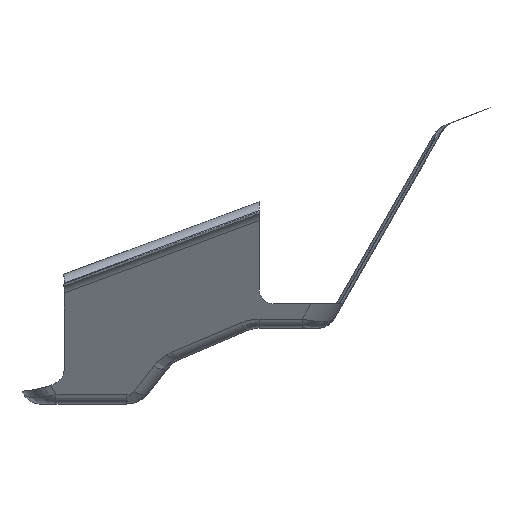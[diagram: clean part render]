
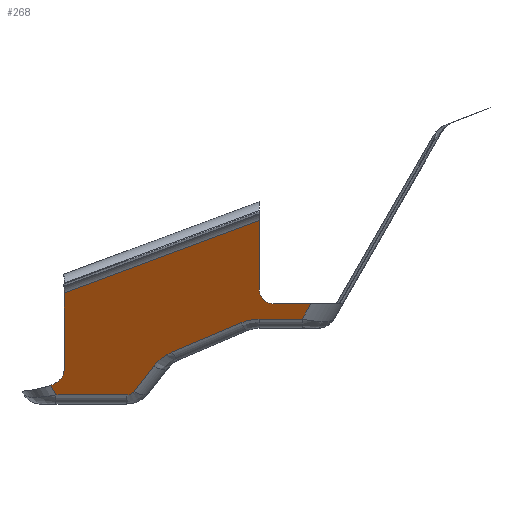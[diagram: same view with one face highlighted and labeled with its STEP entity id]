
A CAD part, front view. The second image highlights one B-rep face of the part: STEP entity #268.
In plain terms, the highlighted free-form (B-spline) face has degree [1, 1] with [2, 2] control points.
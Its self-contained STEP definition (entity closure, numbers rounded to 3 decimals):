
#107=CARTESIAN_POINT('Vertex',(1009.715,-221.192,1001.505)) ;
#117=CARTESIAN_POINT('Vertex',(1114.145,-243.61,1040.334)) ;
#120=CARTESIAN_POINT('Line Origine',(1063.362,-232.709,1021.452)) ;
#133=CARTESIAN_POINT('Control Point',(1141.737,-243.61,1040.334)) ;
#134=CARTESIAN_POINT('Control Point',(1141.737,-189.688,946.939)) ;
#135=CARTESIAN_POINT('Control Point',(1002.419,-243.61,1040.334)) ;
#136=CARTESIAN_POINT('Control Point',(1002.419,-189.688,946.939)) ;
#138=CARTESIAN_POINT('Control Point',(1121.496,-217.879,995.767)) ;
#139=CARTESIAN_POINT('Control Point',(1120.553,-217.879,995.767)) ;
#140=CARTESIAN_POINT('Control Point',(1119.611,-217.966,995.918)) ;
#141=CARTESIAN_POINT('Control Point',(1118.713,-218.141,996.22)) ;
#142=CARTESIAN_POINT('Control Point',(1117.465,-218.517,996.871)) ;
#143=CARTESIAN_POINT('Control Point',(1116.44,-219.025,997.751)) ;
#144=CARTESIAN_POINT('Control Point',(1116.115,-219.214,998.079)) ;
#145=CARTESIAN_POINT('Control Point',(1115.193,-219.839,999.161)) ;
#146=CARTESIAN_POINT('Control Point',(1114.569,-220.557,1000.405)) ;
#147=CARTESIAN_POINT('Control Point',(1114.286,-221.071,1001.295)) ;
#148=CARTESIAN_POINT('Control Point',(1114.145,-221.597,1002.206)) ;
#149=CARTESIAN_POINT('Control Point',(1114.145,-222.123,1003.117)) ;
#150=CARTESIAN_POINT('Vertex',(1121.496,-217.879,995.767)) ;
#152=CARTESIAN_POINT('Vertex',(1114.145,-222.123,1003.117)) ;
#156=CARTESIAN_POINT('Control Point',(1121.496,-217.879,995.767)) ;
#157=CARTESIAN_POINT('Control Point',(1141.737,-217.879,995.767)) ;
#158=CARTESIAN_POINT('Vertex',(1141.737,-217.879,995.767)) ;
#162=CARTESIAN_POINT('Control Point',(1136.952,-213.093,987.477)) ;
#163=CARTESIAN_POINT('Control Point',(1141.737,-217.879,995.767)) ;
#164=CARTESIAN_POINT('Vertex',(1136.952,-213.093,987.477)) ;
#168=CARTESIAN_POINT('Control Point',(1136.952,-213.093,987.477)) ;
#169=CARTESIAN_POINT('Control Point',(1113.952,-213.093,987.477)) ;
#170=CARTESIAN_POINT('Vertex',(1113.952,-213.093,987.477)) ;
#174=CARTESIAN_POINT('Control Point',(1113.952,-213.093,987.477)) ;
#175=CARTESIAN_POINT('Control Point',(1111.411,-213.093,987.477)) ;
#176=CARTESIAN_POINT('Control Point',(1108.87,-212.894,987.132)) ;
#177=CARTESIAN_POINT('Control Point',(1106.439,-212.499,986.447)) ;
#178=CARTESIAN_POINT('Control Point',(1104.183,-211.946,985.49)) ;
#179=CARTESIAN_POINT('Vertex',(1104.183,-211.946,985.49)) ;
#183=CARTESIAN_POINT('Control Point',(1104.183,-211.946,985.49)) ;
#184=CARTESIAN_POINT('Control Point',(1067.567,-202.972,969.947)) ;
#185=CARTESIAN_POINT('Vertex',(1067.567,-202.972,969.947)) ;
#189=CARTESIAN_POINT('Control Point',(1067.567,-202.972,969.947)) ;
#190=CARTESIAN_POINT('Control Point',(1064.511,-202.223,968.65)) ;
#191=CARTESIAN_POINT('Control Point',(1061.777,-201.182,966.847)) ;
#192=CARTESIAN_POINT('Control Point',(1059.49,-199.943,964.7)) ;
#193=CARTESIAN_POINT('Control Point',(1057.635,-198.572,962.326)) ;
#194=CARTESIAN_POINT('Vertex',(1057.635,-198.572,962.326)) ;
#198=CARTESIAN_POINT('Control Point',(1057.635,-198.572,962.326)) ;
#199=CARTESIAN_POINT('Control Point',(1047.124,-190.805,948.873)) ;
#200=CARTESIAN_POINT('Vertex',(1047.124,-190.805,948.873)) ;
#204=CARTESIAN_POINT('Control Point',(1043.184,-189.695,946.951)) ;
#205=CARTESIAN_POINT('Control Point',(1044.327,-189.695,946.951)) ;
#206=CARTESIAN_POINT('Control Point',(1045.473,-189.898,947.302)) ;
#207=CARTESIAN_POINT('Control Point',(1046.434,-190.295,947.99)) ;
#208=CARTESIAN_POINT('Control Point',(1047.124,-190.805,948.873)) ;
#209=CARTESIAN_POINT('Vertex',(1043.184,-189.695,946.951)) ;
#213=CARTESIAN_POINT('Control Point',(1043.184,-189.695,946.951)) ;
#214=CARTESIAN_POINT('Control Point',(1005.37,-189.695,946.951)) ;
#215=CARTESIAN_POINT('Vertex',(1005.37,-189.695,946.951)) ;
#219=CARTESIAN_POINT('Control Point',(1005.37,-189.695,946.951)) ;
#220=CARTESIAN_POINT('Control Point',(1002.419,-192.646,952.062)) ;
#221=CARTESIAN_POINT('Vertex',(1002.419,-192.646,952.062)) ;
#225=CARTESIAN_POINT('Control Point',(1009.715,-197.337,960.187)) ;
#226=CARTESIAN_POINT('Control Point',(1009.715,-196.95,959.516)) ;
#227=CARTESIAN_POINT('Control Point',(1009.645,-196.568,958.856)) ;
#228=CARTESIAN_POINT('Control Point',(1009.496,-196.197,958.212)) ;
#229=CARTESIAN_POINT('Control Point',(1009.034,-195.487,956.982)) ;
#230=CARTESIAN_POINT('Control Point',(1008.269,-194.849,955.877)) ;
#231=CARTESIAN_POINT('Control Point',(1007.82,-194.553,955.364)) ;
#232=CARTESIAN_POINT('Control Point',(1006.972,-194.093,954.568)) ;
#233=CARTESIAN_POINT('Control Point',(1005.995,-193.691,953.872)) ;
#234=CARTESIAN_POINT('Control Point',(1005.583,-193.538,953.607)) ;
#235=CARTESIAN_POINT('Control Point',(1004.732,-193.249,953.107)) ;
#236=CARTESIAN_POINT('Control Point',(1003.83,-192.992,952.661)) ;
#237=CARTESIAN_POINT('Control Point',(1003.368,-192.871,952.451)) ;
#238=CARTESIAN_POINT('Control Point',(1002.897,-192.755,952.251)) ;
#239=CARTESIAN_POINT('Control Point',(1002.419,-192.646,952.062)) ;
#240=CARTESIAN_POINT('Vertex',(1009.715,-197.337,960.187)) ;
#244=CARTESIAN_POINT('Control Point',(1009.715,-221.192,1001.505)) ;
#245=CARTESIAN_POINT('Control Point',(1009.715,-197.337,960.187)) ;
#248=CARTESIAN_POINT('Control Point',(1114.145,-243.61,1040.334)) ;
#249=CARTESIAN_POINT('Control Point',(1114.145,-222.123,1003.117)) ;
#121=DIRECTION('Vector Direction',(-0.919,0.197,-0.342)) ;
#252=ORIENTED_EDGE('',*,*,#154,.F.) ;
#253=ORIENTED_EDGE('',*,*,#160,.T.) ;
#254=ORIENTED_EDGE('',*,*,#166,.F.) ;
#255=ORIENTED_EDGE('',*,*,#172,.T.) ;
#256=ORIENTED_EDGE('',*,*,#181,.T.) ;
#257=ORIENTED_EDGE('',*,*,#187,.T.) ;
#258=ORIENTED_EDGE('',*,*,#196,.T.) ;
#259=ORIENTED_EDGE('',*,*,#202,.T.) ;
#260=ORIENTED_EDGE('',*,*,#211,.F.) ;
#261=ORIENTED_EDGE('',*,*,#217,.T.) ;
#262=ORIENTED_EDGE('',*,*,#223,.T.) ;
#263=ORIENTED_EDGE('',*,*,#242,.F.) ;
#264=ORIENTED_EDGE('',*,*,#246,.F.) ;
#265=ORIENTED_EDGE('',*,*,#124,.F.) ;
#266=ORIENTED_EDGE('',*,*,#250,.T.) ;
#122=VECTOR('Line Direction',#121,1.) ;
#268=ADVANCED_FACE('Offset.76',(#267),#132,.F.) ;
#137=B_SPLINE_CURVE_WITH_KNOTS('',5,(#138,#139,#140,#141,#142,#143,#144,#145,#146,#147,#148,#149),.UNSPECIFIED.,.F.,.U.,(6,3,3,6),(0.,6.665,10.174,17.615),.UNSPECIFIED.) ;
#155=B_SPLINE_CURVE_WITH_KNOTS('',1,(#156,#157),.UNSPECIFIED.,.F.,.U.,(2,2),(-27.721,-7.48),.UNSPECIFIED.) ;
#161=B_SPLINE_CURVE_WITH_KNOTS('',1,(#162,#163),.UNSPECIFIED.,.F.,.U.,(2,2),(-24.922,-14.22),.UNSPECIFIED.) ;
#167=B_SPLINE_CURVE_WITH_KNOTS('',1,(#168,#169),.UNSPECIFIED.,.F.,.U.,(2,2),(117.664,140.664),.UNSPECIFIED.) ;
#173=B_SPLINE_CURVE_WITH_KNOTS('',4,(#174,#175,#176,#177,#178),.UNSPECIFIED.,.F.,.U.,(5,5),(96.075,107.926),.UNSPECIFIED.) ;
#182=B_SPLINE_CURVE_WITH_KNOTS('',1,(#183,#184),.UNSPECIFIED.,.F.,.U.,(2,2),(-18.096,22.683),.UNSPECIFIED.) ;
#188=B_SPLINE_CURVE_WITH_KNOTS('',4,(#189,#190,#191,#192,#193),.UNSPECIFIED.,.F.,.U.,(5,5),(94.118,110.17),.UNSPECIFIED.) ;
#197=B_SPLINE_CURVE_WITH_KNOTS('',1,(#198,#199),.UNSPECIFIED.,.F.,.U.,(2,2),(61.979,80.735),.UNSPECIFIED.) ;
#203=B_SPLINE_CURVE_WITH_KNOTS('',4,(#204,#205,#206,#207,#208),.UNSPECIFIED.,.F.,.U.,(5,5),(43.3,57.762),.UNSPECIFIED.) ;
#212=B_SPLINE_CURVE_WITH_KNOTS('',1,(#213,#214),.UNSPECIFIED.,.F.,.U.,(2,2),(211.432,249.246),.UNSPECIFIED.) ;
#218=B_SPLINE_CURVE_WITH_KNOTS('',1,(#219,#220),.UNSPECIFIED.,.F.,.U.,(2,2),(-77.241,-70.642),.UNSPECIFIED.) ;
#224=B_SPLINE_CURVE_WITH_KNOTS('',5,(#225,#226,#227,#228,#229,#230,#231,#232,#233,#234,#235,#236,#237,#238,#239),.UNSPECIFIED.,.F.,.U.,(6,3,3,3,6),(0.,6.71,13.36,17.83,22.311),.UNSPECIFIED.) ;
#243=B_SPLINE_CURVE_WITH_KNOTS('',1,(#244,#245),.UNSPECIFIED.,.F.,.U.,(2,2),(81.232,128.942),.UNSPECIFIED.) ;
#247=B_SPLINE_CURVE_WITH_KNOTS('',1,(#248,#249),.UNSPECIFIED.,.F.,.U.,(2,2),(36.397,79.371),.UNSPECIFIED.) ;
#132=B_SPLINE_SURFACE_WITH_KNOTS('',1,1,((#133,#134),(#135,#136)),.UNSPECIFIED.,.F.,.F.,.U.,(2,2),(2,2),(112.878,252.197),(36.397,144.24),.UNSPECIFIED.) ;
#124=EDGE_CURVE('',#118,#108,#123,.T.) ;
#154=EDGE_CURVE('',#151,#153,#137,.T.) ;
#160=EDGE_CURVE('',#151,#159,#155,.T.) ;
#166=EDGE_CURVE('',#165,#159,#161,.T.) ;
#172=EDGE_CURVE('',#165,#171,#167,.T.) ;
#181=EDGE_CURVE('',#171,#180,#173,.T.) ;
#187=EDGE_CURVE('',#180,#186,#182,.T.) ;
#196=EDGE_CURVE('',#186,#195,#188,.T.) ;
#202=EDGE_CURVE('',#195,#201,#197,.T.) ;
#211=EDGE_CURVE('',#210,#201,#203,.T.) ;
#217=EDGE_CURVE('',#210,#216,#212,.T.) ;
#223=EDGE_CURVE('',#216,#222,#218,.T.) ;
#242=EDGE_CURVE('',#241,#222,#224,.T.) ;
#246=EDGE_CURVE('',#108,#241,#243,.T.) ;
#250=EDGE_CURVE('',#118,#153,#247,.T.) ;
#251=EDGE_LOOP('',(#252,#253,#254,#255,#256,#257,#258,#259,#260,#261,#262,#263,#264,#265,#266)) ;
#267=FACE_OUTER_BOUND('',#251,.T.) ;
#123=LINE('Line',#120,#122) ;
#108=VERTEX_POINT('',#107) ;
#118=VERTEX_POINT('',#117) ;
#151=VERTEX_POINT('',#150) ;
#153=VERTEX_POINT('',#152) ;
#159=VERTEX_POINT('',#158) ;
#165=VERTEX_POINT('',#164) ;
#171=VERTEX_POINT('',#170) ;
#180=VERTEX_POINT('',#179) ;
#186=VERTEX_POINT('',#185) ;
#195=VERTEX_POINT('',#194) ;
#201=VERTEX_POINT('',#200) ;
#210=VERTEX_POINT('',#209) ;
#216=VERTEX_POINT('',#215) ;
#222=VERTEX_POINT('',#221) ;
#241=VERTEX_POINT('',#240) ;
